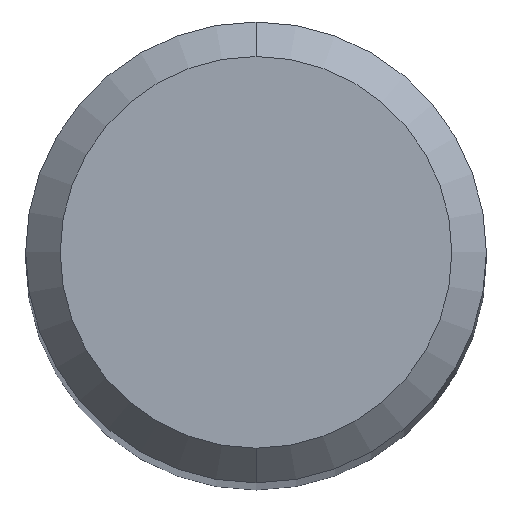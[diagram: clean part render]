
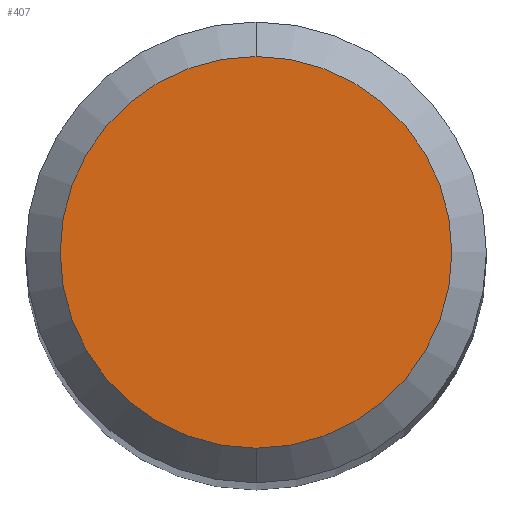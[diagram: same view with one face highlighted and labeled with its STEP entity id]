
A CAD part, top view. The second image highlights one B-rep face of the part: STEP entity #407.
In plain terms, the highlighted planar face has unit normal (0, 0, 1).
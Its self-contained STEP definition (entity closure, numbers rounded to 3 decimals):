
#185=EDGE_CURVE('',#397,#313,#494,.T.);
#313=VERTEX_POINT('',#635);
#397=VERTEX_POINT('',#725);
#407=ADVANCED_FACE('',(#737),#738,.T.);
#439=EDGE_CURVE('',#313,#397,#774,.T.);
#494=CIRCLE('',#828,1.7);
#635=CARTESIAN_POINT('',(0.,-1.7,0.0));
#725=CARTESIAN_POINT('',(0.0,1.7,0.0));
#737=FACE_OUTER_BOUND('',#1338,.T.);
#738=PLANE('',#1339);
#774=CIRCLE('',#1399,1.7);
#828=AXIS2_PLACEMENT_3D('',#1471,#1472,#1473);
#1338=EDGE_LOOP('',(#1728,#1729));
#1339=AXIS2_PLACEMENT_3D('',#1730,#1731,#1732);
#1399=AXIS2_PLACEMENT_3D('',#1777,#1778,#1779);
#1471=CARTESIAN_POINT('',(0.0,0.0,0.0));
#1472=DIRECTION('',(0.0,0.0,-1.0));
#1473=DIRECTION('',(0.0,1.0,0.0));
#1728=ORIENTED_EDGE('',*,*,#185,.F.);
#1729=ORIENTED_EDGE('',*,*,#439,.F.);
#1730=CARTESIAN_POINT('',(0.0,0.85,0.0));
#1731=DIRECTION('',(-0.0,0.0,1.0));
#1732=DIRECTION('',(0.0,-1.0,0.0));
#1777=CARTESIAN_POINT('',(0.0,0.0,0.0));
#1778=DIRECTION('',(0.0,0.0,-1.0));
#1779=DIRECTION('',(0.0,1.0,0.0));
